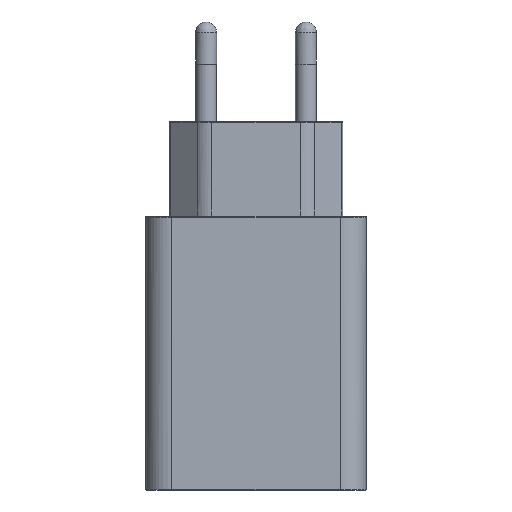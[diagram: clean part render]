
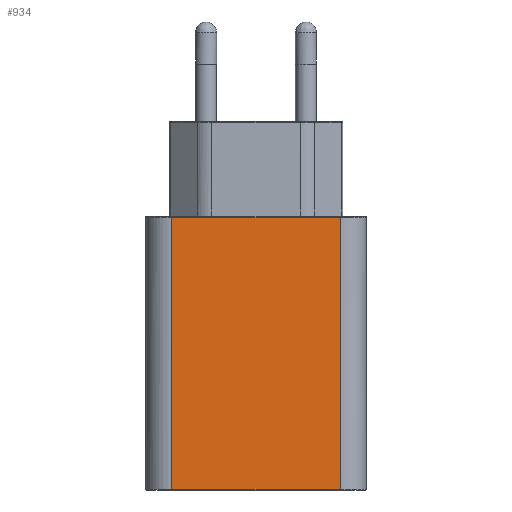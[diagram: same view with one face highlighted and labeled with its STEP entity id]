
A CAD part, front view. The second image highlights one B-rep face of the part: STEP entity #934.
In plain terms, the highlighted free-form (B-spline) face has degree [1, 1] with [2, 2] control points.
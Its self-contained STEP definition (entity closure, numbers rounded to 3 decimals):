
#318 = VERTEX_POINT('',#319);
#319 = CARTESIAN_POINT('',(-19.673,-15.984,0.123
    ));
#345 = VERTEX_POINT('',#346);
#346 = CARTESIAN_POINT('',(19.673,-15.984,0.123
    ));
#352 = EDGE_CURVE('',#345,#318,#353,.T.);
#353 = B_SPLINE_CURVE_WITH_KNOTS('',1,(#354,#355),.UNSPECIFIED.,.F.,.F.,
  (2,2),(-24.,8.),.PIECEWISE_BEZIER_KNOTS.);
#354 = CARTESIAN_POINT('',(19.673,-15.984,0.123
    ));
#355 = CARTESIAN_POINT('',(-19.673,-15.984,0.123
    ));
#652 = EDGE_CURVE('',#318,#653,#655,.T.);
#653 = VERTEX_POINT('',#654);
#654 = CARTESIAN_POINT('',(-19.673,-15.984,63.813
    ));
#655 = B_SPLINE_CURVE_WITH_KNOTS('',1,(#656,#657),.UNSPECIFIED.,.F.,.F.,
  (2,2),(0.1,51.9),.PIECEWISE_BEZIER_KNOTS.);
#656 = CARTESIAN_POINT('',(-19.673,-15.984,0.123
    ));
#657 = CARTESIAN_POINT('',(-19.673,-15.984,63.813
    ));
#738 = VERTEX_POINT('',#739);
#739 = CARTESIAN_POINT('',(19.673,-15.984,63.813
    ));
#753 = EDGE_CURVE('',#653,#738,#754,.T.);
#754 = B_SPLINE_CURVE_WITH_KNOTS('',1,(#755,#756),.UNSPECIFIED.,.F.,.F.,
  (2,2),(-8.,24.),.PIECEWISE_BEZIER_KNOTS.);
#755 = CARTESIAN_POINT('',(-19.673,-15.984,63.813
    ));
#756 = CARTESIAN_POINT('',(19.673,-15.984,63.813
    ));
#923 = EDGE_CURVE('',#345,#738,#924,.T.);
#924 = B_SPLINE_CURVE_WITH_KNOTS('',1,(#925,#926),.UNSPECIFIED.,.F.,.F.,
  (2,2),(0.1,51.9),.PIECEWISE_BEZIER_KNOTS.);
#925 = CARTESIAN_POINT('',(19.673,-15.984,0.123
    ));
#926 = CARTESIAN_POINT('',(19.673,-15.984,63.813
    ));
#934 = ADVANCED_FACE('',(#935),#941,.T.);
#935 = FACE_BOUND('',#936,.T.);
#936 = EDGE_LOOP('',(#937,#938,#939,#940));
#937 = ORIENTED_EDGE('',*,*,#352,.F.);
#938 = ORIENTED_EDGE('',*,*,#923,.T.);
#939 = ORIENTED_EDGE('',*,*,#753,.F.);
#940 = ORIENTED_EDGE('',*,*,#652,.F.);
#941 = B_SPLINE_SURFACE_WITH_KNOTS('',1,1,(
    (#942,#943)
    ,(#944,#945
    )),.UNSPECIFIED.,.F.,.F.,.F.,(2,2),(2,2),(0.,32.),(0.1,51.9),
  .PIECEWISE_BEZIER_KNOTS.);
#942 = CARTESIAN_POINT('',(-19.673,-15.984,0.123
    ));
#943 = CARTESIAN_POINT('',(-19.673,-15.984,63.813
    ));
#944 = CARTESIAN_POINT('',(19.673,-15.984,0.123
    ));
#945 = CARTESIAN_POINT('',(19.673,-15.984,63.813
    ));
